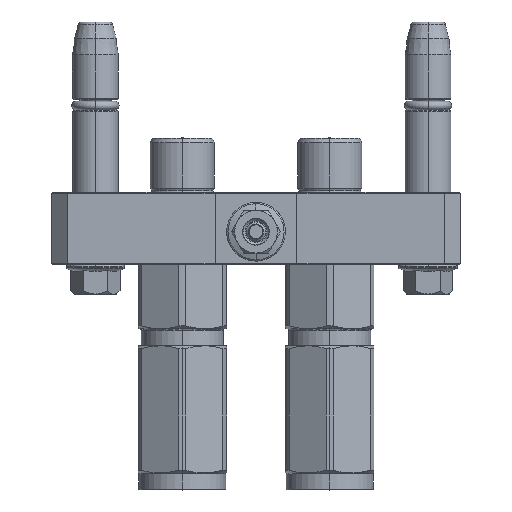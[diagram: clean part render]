
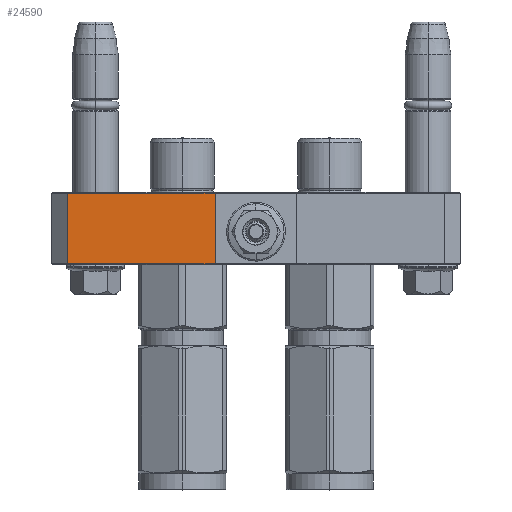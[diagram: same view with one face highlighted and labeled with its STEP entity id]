
A CAD part, front view. The second image highlights one B-rep face of the part: STEP entity #24590.
In plain terms, the highlighted face is planar.
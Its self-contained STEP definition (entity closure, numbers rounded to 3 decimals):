
#236 = VECTOR ( 'NONE', #6381, 1000. ) ;
#719 = VERTEX_POINT ( 'NONE', #5107 ) ;
#1364 = ORIENTED_EDGE ( 'NONE', *, *, #17999, .F. ) ;
#1441 = DIRECTION ( 'NONE',  ( 1., 0., 0. ) ) ;
#1551 = LINE ( 'NONE', #16836, #236 ) ;
#1862 = VECTOR ( 'NONE', #1441, 1000. ) ;
#2687 = FACE_OUTER_BOUND ( 'NONE', #19548, .T. ) ;
#2841 = VERTEX_POINT ( 'NONE', #23298 ) ;
#3206 = VECTOR ( 'NONE', #4581, 1000. ) ;
#3546 = CARTESIAN_POINT ( 'NONE',  ( 5., 0.3, -37.5 ) ) ;
#4369 = CARTESIAN_POINT ( 'NONE',  ( 50., 21.7, -37.5 ) ) ;
#4581 = DIRECTION ( 'NONE',  ( -1., 0., 0. ) ) ;
#5107 = CARTESIAN_POINT ( 'NONE',  ( 50., 0.3, -37.5 ) ) ;
#5337 = CARTESIAN_POINT ( 'NONE',  ( -5., 22., -37.5 ) ) ;
#6381 = DIRECTION ( 'NONE',  ( 0., -1., 0. ) ) ;
#6399 = LINE ( 'NONE', #3546, #1862 ) ;
#8331 = VERTEX_POINT ( 'NONE', #17258 ) ;
#9393 = DIRECTION ( 'NONE',  ( 0., 0., 1. ) ) ;
#10360 = EDGE_CURVE ( 'NONE', #23591, #719, #24237, .T. ) ;
#12088 = ORIENTED_EDGE ( 'NONE', *, *, #10360, .T. ) ;
#12283 = AXIS2_PLACEMENT_3D ( 'NONE', #5337, #9393, #15541 ) ;
#12561 = ORIENTED_EDGE ( 'NONE', *, *, #14182, .F. ) ;
#13554 = PLANE ( 'NONE',  #12283 ) ;
#14182 = EDGE_CURVE ( 'NONE', #8331, #719, #6399, .T. ) ;
#15541 = DIRECTION ( 'NONE',  ( 1., 0., 0. ) ) ;
#16836 = CARTESIAN_POINT ( 'NONE',  ( 5., 21.7, -37.5 ) ) ;
#17258 = CARTESIAN_POINT ( 'NONE',  ( 5., 0.3, -37.5 ) ) ;
#17630 = EDGE_CURVE ( 'NONE', #23591, #2841, #22206, .T. ) ;
#17999 = EDGE_CURVE ( 'NONE', #2841, #8331, #1551, .T. ) ;
#18451 = CARTESIAN_POINT ( 'NONE',  ( 50., 21.7, -37.5 ) ) ;
#18599 = ORIENTED_EDGE ( 'NONE', *, *, #17630, .F. ) ;
#18785 = VECTOR ( 'NONE', #22658, 1000. ) ;
#19548 = EDGE_LOOP ( 'NONE', ( #12088, #12561, #1364, #18599 ) ) ;
#22206 = LINE ( 'NONE', #25394, #3206 ) ;
#22658 = DIRECTION ( 'NONE',  ( 0., -1., 0. ) ) ;
#23298 = CARTESIAN_POINT ( 'NONE',  ( 5., 21.7, -37.5 ) ) ;
#23591 = VERTEX_POINT ( 'NONE', #18451 ) ;
#24237 = LINE ( 'NONE', #4369, #18785 ) ;
#24590 = ADVANCED_FACE ( 'NONE', ( #2687 ), #13554, .F. ) ;
#25394 = CARTESIAN_POINT ( 'NONE',  ( 50., 21.7, -37.5 ) ) ;
